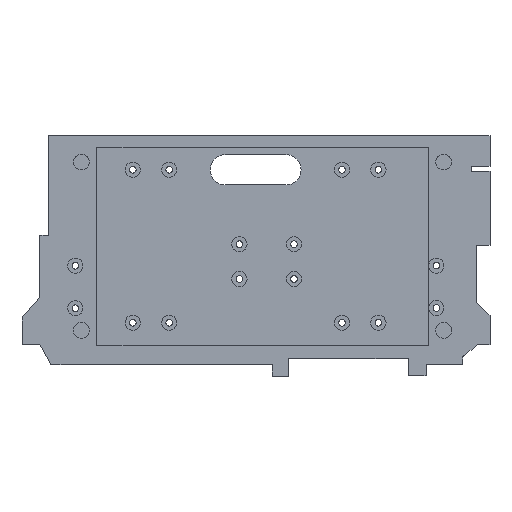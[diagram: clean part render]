
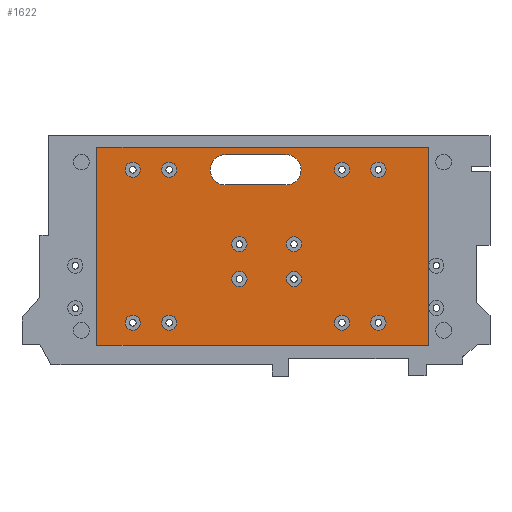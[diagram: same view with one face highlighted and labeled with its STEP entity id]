
A CAD part, top view. The second image highlights one B-rep face of the part: STEP entity #1622.
In plain terms, the highlighted planar face has unit normal (0, 0, 1).
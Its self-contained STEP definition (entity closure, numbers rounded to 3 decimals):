
#37=LINE('',#2529,#180);
#40=LINE('',#2535,#183);
#43=LINE('',#2541,#186);
#46=LINE('',#2545,#189);
#47=LINE('',#2551,#190);
#48=LINE('',#2554,#191);
#180=VECTOR('',#2078,10.);
#183=VECTOR('',#2083,10.);
#186=VECTOR('',#2088,10.);
#189=VECTOR('',#2093,10.);
#190=VECTOR('',#2098,10.);
#191=VECTOR('',#2101,10.);
#355=FACE_BOUND('',#551,.T.);
#356=FACE_BOUND('',#552,.T.);
#357=FACE_BOUND('',#553,.T.);
#358=FACE_BOUND('',#554,.T.);
#359=FACE_BOUND('',#555,.T.);
#360=FACE_BOUND('',#556,.T.);
#361=FACE_BOUND('',#557,.T.);
#362=FACE_BOUND('',#558,.T.);
#363=FACE_BOUND('',#559,.T.);
#364=FACE_BOUND('',#560,.T.);
#365=FACE_BOUND('',#561,.T.);
#366=FACE_BOUND('',#562,.T.);
#367=FACE_BOUND('',#563,.T.);
#438=FACE_OUTER_BOUND('',#550,.T.);
#550=EDGE_LOOP('',(#1214,#1215,#1216,#1217));
#551=EDGE_LOOP('',(#1218));
#552=EDGE_LOOP('',(#1219));
#553=EDGE_LOOP('',(#1220));
#554=EDGE_LOOP('',(#1221));
#555=EDGE_LOOP('',(#1222,#1223,#1224,#1225));
#556=EDGE_LOOP('',(#1226));
#557=EDGE_LOOP('',(#1227));
#558=EDGE_LOOP('',(#1228));
#559=EDGE_LOOP('',(#1229));
#560=EDGE_LOOP('',(#1230));
#561=EDGE_LOOP('',(#1231));
#562=EDGE_LOOP('',(#1232));
#563=EDGE_LOOP('',(#1233));
#685=CIRCLE('',#1761,2.5);
#686=CIRCLE('',#1763,2.5);
#687=CIRCLE('',#1765,2.5);
#688=CIRCLE('',#1767,2.5);
#689=CIRCLE('',#1769,2.5);
#690=CIRCLE('',#1771,2.5);
#691=CIRCLE('',#1773,2.5);
#692=CIRCLE('',#1775,2.5);
#693=CIRCLE('',#1777,2.5);
#694=CIRCLE('',#1779,2.5);
#695=CIRCLE('',#1781,2.5);
#696=CIRCLE('',#1783,2.5);
#697=CIRCLE('',#1789,5.);
#698=CIRCLE('',#1790,5.);
#761=VERTEX_POINT('',#2475);
#762=VERTEX_POINT('',#2479);
#763=VERTEX_POINT('',#2483);
#764=VERTEX_POINT('',#2487);
#765=VERTEX_POINT('',#2491);
#766=VERTEX_POINT('',#2495);
#767=VERTEX_POINT('',#2499);
#768=VERTEX_POINT('',#2503);
#769=VERTEX_POINT('',#2507);
#770=VERTEX_POINT('',#2511);
#771=VERTEX_POINT('',#2515);
#772=VERTEX_POINT('',#2519);
#775=VERTEX_POINT('',#2526);
#776=VERTEX_POINT('',#2528);
#778=VERTEX_POINT('',#2534);
#780=VERTEX_POINT('',#2540);
#781=VERTEX_POINT('',#2547);
#782=VERTEX_POINT('',#2548);
#783=VERTEX_POINT('',#2550);
#784=VERTEX_POINT('',#2552);
#915=EDGE_CURVE('',#761,#761,#685,.T.);
#917=EDGE_CURVE('',#762,#762,#686,.T.);
#919=EDGE_CURVE('',#763,#763,#687,.T.);
#921=EDGE_CURVE('',#764,#764,#688,.T.);
#923=EDGE_CURVE('',#765,#765,#689,.T.);
#925=EDGE_CURVE('',#766,#766,#690,.T.);
#927=EDGE_CURVE('',#767,#767,#691,.T.);
#929=EDGE_CURVE('',#768,#768,#692,.T.);
#931=EDGE_CURVE('',#769,#769,#693,.T.);
#933=EDGE_CURVE('',#770,#770,#694,.T.);
#935=EDGE_CURVE('',#771,#771,#695,.T.);
#937=EDGE_CURVE('',#772,#772,#696,.T.);
#941=EDGE_CURVE('',#776,#775,#37,.T.);
#944=EDGE_CURVE('',#778,#776,#40,.T.);
#947=EDGE_CURVE('',#780,#778,#43,.T.);
#950=EDGE_CURVE('',#775,#780,#46,.T.);
#951=EDGE_CURVE('',#781,#782,#697,.T.);
#952=EDGE_CURVE('',#782,#783,#47,.T.);
#953=EDGE_CURVE('',#783,#784,#698,.T.);
#954=EDGE_CURVE('',#784,#781,#48,.T.);
#1214=ORIENTED_EDGE('',*,*,#950,.T.);
#1215=ORIENTED_EDGE('',*,*,#947,.T.);
#1216=ORIENTED_EDGE('',*,*,#944,.T.);
#1217=ORIENTED_EDGE('',*,*,#941,.T.);
#1218=ORIENTED_EDGE('',*,*,#937,.T.);
#1219=ORIENTED_EDGE('',*,*,#935,.T.);
#1220=ORIENTED_EDGE('',*,*,#933,.T.);
#1221=ORIENTED_EDGE('',*,*,#931,.T.);
#1222=ORIENTED_EDGE('',*,*,#951,.T.);
#1223=ORIENTED_EDGE('',*,*,#952,.T.);
#1224=ORIENTED_EDGE('',*,*,#953,.T.);
#1225=ORIENTED_EDGE('',*,*,#954,.T.);
#1226=ORIENTED_EDGE('',*,*,#929,.T.);
#1227=ORIENTED_EDGE('',*,*,#927,.T.);
#1228=ORIENTED_EDGE('',*,*,#925,.T.);
#1229=ORIENTED_EDGE('',*,*,#923,.T.);
#1230=ORIENTED_EDGE('',*,*,#921,.T.);
#1231=ORIENTED_EDGE('',*,*,#919,.T.);
#1232=ORIENTED_EDGE('',*,*,#917,.T.);
#1233=ORIENTED_EDGE('',*,*,#915,.T.);
#1544=PLANE('',#1788);
#1622=ADVANCED_FACE('',(#438,#355,#356,#357,#358,#359,#360,#361,#362,#363,
#364,#365,#366,#367),#1544,.T.);
#1761=AXIS2_PLACEMENT_3D('',#2476,#2016,#2017);
#1763=AXIS2_PLACEMENT_3D('',#2480,#2021,#2022);
#1765=AXIS2_PLACEMENT_3D('',#2484,#2026,#2027);
#1767=AXIS2_PLACEMENT_3D('',#2488,#2031,#2032);
#1769=AXIS2_PLACEMENT_3D('',#2492,#2036,#2037);
#1771=AXIS2_PLACEMENT_3D('',#2496,#2041,#2042);
#1773=AXIS2_PLACEMENT_3D('',#2500,#2046,#2047);
#1775=AXIS2_PLACEMENT_3D('',#2504,#2051,#2052);
#1777=AXIS2_PLACEMENT_3D('',#2508,#2056,#2057);
#1779=AXIS2_PLACEMENT_3D('',#2512,#2061,#2062);
#1781=AXIS2_PLACEMENT_3D('',#2516,#2066,#2067);
#1783=AXIS2_PLACEMENT_3D('',#2520,#2071,#2072);
#1788=AXIS2_PLACEMENT_3D('',#2546,#2094,#2095);
#1789=AXIS2_PLACEMENT_3D('',#2549,#2096,#2097);
#1790=AXIS2_PLACEMENT_3D('',#2553,#2099,#2100);
#2016=DIRECTION('center_axis',(0.,0.,-1.));
#2017=DIRECTION('ref_axis',(1.,0.,0.));
#2021=DIRECTION('center_axis',(0.,0.,-1.));
#2022=DIRECTION('ref_axis',(1.,0.,0.));
#2026=DIRECTION('center_axis',(0.,0.,-1.));
#2027=DIRECTION('ref_axis',(1.,0.,0.));
#2031=DIRECTION('center_axis',(0.,0.,-1.));
#2032=DIRECTION('ref_axis',(1.,0.,0.));
#2036=DIRECTION('center_axis',(0.,0.,-1.));
#2037=DIRECTION('ref_axis',(1.,0.,0.));
#2041=DIRECTION('center_axis',(0.,0.,-1.));
#2042=DIRECTION('ref_axis',(1.,0.,0.));
#2046=DIRECTION('center_axis',(0.,0.,-1.));
#2047=DIRECTION('ref_axis',(1.,0.,0.));
#2051=DIRECTION('center_axis',(0.,0.,-1.));
#2052=DIRECTION('ref_axis',(1.,0.,0.));
#2056=DIRECTION('center_axis',(0.,0.,-1.));
#2057=DIRECTION('ref_axis',(1.,0.,0.));
#2061=DIRECTION('center_axis',(0.,0.,-1.));
#2062=DIRECTION('ref_axis',(1.,0.,0.));
#2066=DIRECTION('center_axis',(0.,0.,-1.));
#2067=DIRECTION('ref_axis',(1.,0.,0.));
#2071=DIRECTION('center_axis',(0.,0.,-1.));
#2072=DIRECTION('ref_axis',(1.,0.,0.));
#2078=DIRECTION('',(0.,1.,0.));
#2083=DIRECTION('',(1.,0.,0.));
#2088=DIRECTION('',(0.,-1.,0.));
#2093=DIRECTION('',(-1.,0.,0.));
#2094=DIRECTION('center_axis',(0.,0.,1.));
#2095=DIRECTION('ref_axis',(1.,0.,0.));
#2096=DIRECTION('center_axis',(0.,0.,-1.));
#2097=DIRECTION('ref_axis',(0.,1.,0.));
#2098=DIRECTION('',(1.,0.,0.));
#2099=DIRECTION('center_axis',(0.,0.,-1.));
#2100=DIRECTION('ref_axis',(0.,-1.,0.));
#2101=DIRECTION('',(-1.,0.,0.));
#2475=CARTESIAN_POINT('',(-93.268,-243.325,2.));
#2476=CARTESIAN_POINT('Origin',(-90.768,-243.325,2.));
#2479=CARTESIAN_POINT('',(-162.268,-243.325,2.));
#2480=CARTESIAN_POINT('Origin',(-159.768,-243.325,2.));
#2483=CARTESIAN_POINT('',(-105.268,-243.325,2.));
#2484=CARTESIAN_POINT('Origin',(-102.768,-243.325,2.));
#2487=CARTESIAN_POINT('',(-174.268,-243.325,2.));
#2488=CARTESIAN_POINT('Origin',(-171.768,-243.325,2.));
#2491=CARTESIAN_POINT('',(-139.104,-228.909,2.));
#2492=CARTESIAN_POINT('Origin',(-136.604,-228.909,2.));
#2495=CARTESIAN_POINT('',(-121.104,-228.909,2.));
#2496=CARTESIAN_POINT('Origin',(-118.604,-228.909,2.));
#2499=CARTESIAN_POINT('',(-121.104,-217.409,2.));
#2500=CARTESIAN_POINT('Origin',(-118.604,-217.409,2.));
#2503=CARTESIAN_POINT('',(-139.104,-217.409,2.));
#2504=CARTESIAN_POINT('Origin',(-136.604,-217.409,2.));
#2507=CARTESIAN_POINT('',(-93.268,-192.868,2.));
#2508=CARTESIAN_POINT('Origin',(-90.768,-192.868,2.));
#2511=CARTESIAN_POINT('',(-105.268,-192.868,2.));
#2512=CARTESIAN_POINT('Origin',(-102.768,-192.868,2.));
#2515=CARTESIAN_POINT('',(-162.268,-192.868,2.));
#2516=CARTESIAN_POINT('Origin',(-159.768,-192.868,2.));
#2519=CARTESIAN_POINT('',(-174.268,-192.868,2.));
#2520=CARTESIAN_POINT('Origin',(-171.768,-192.868,2.));
#2526=CARTESIAN_POINT('',(-74.376,-185.475,2.));
#2528=CARTESIAN_POINT('',(-74.376,-250.675,2.));
#2529=CARTESIAN_POINT('',(-74.376,-250.675,2.));
#2534=CARTESIAN_POINT('',(-183.576,-250.675,2.));
#2535=CARTESIAN_POINT('',(-183.576,-250.675,2.));
#2540=CARTESIAN_POINT('',(-183.576,-185.475,2.));
#2541=CARTESIAN_POINT('',(-183.576,-185.475,2.));
#2545=CARTESIAN_POINT('',(-74.376,-185.475,2.));
#2546=CARTESIAN_POINT('Origin',(-128.976,-218.075,2.));
#2547=CARTESIAN_POINT('',(-141.268,-197.868,2.));
#2548=CARTESIAN_POINT('',(-141.268,-187.868,2.));
#2549=CARTESIAN_POINT('Origin',(-141.268,-192.868,2.));
#2550=CARTESIAN_POINT('',(-121.268,-187.868,2.));
#2551=CARTESIAN_POINT('',(-121.268,-187.868,2.));
#2552=CARTESIAN_POINT('',(-121.268,-197.868,2.));
#2553=CARTESIAN_POINT('Origin',(-121.268,-192.868,2.));
#2554=CARTESIAN_POINT('',(-141.268,-197.868,2.));
